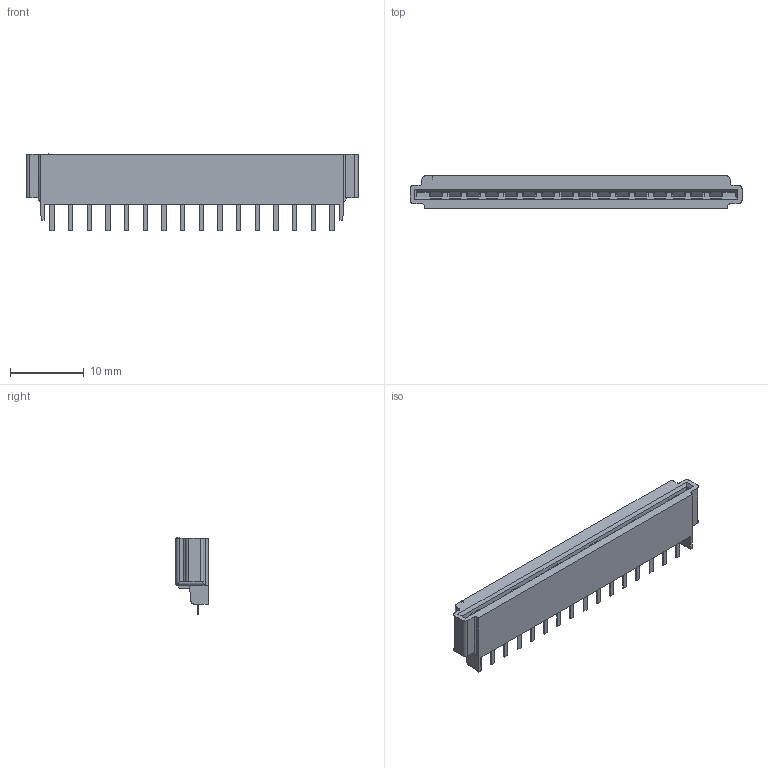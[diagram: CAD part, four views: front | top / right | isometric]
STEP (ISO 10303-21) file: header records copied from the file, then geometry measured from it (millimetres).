
FILE_DESCRIPTION((''),'2;1');
FILE_NAME('C-6-520315-6','2019-02-27T04:19:12',('workeradm'),('TE Connectivity Ltd.'),'CREO PARAMETRIC BY PTC INC, 2018190','CREO PARAMETRIC BY PTC INC, 2018190','');
FILE_SCHEMA(('AUTOMOTIVE_DESIGN { 1 0 10303 214 1 1 1 1 }'));
Length unit declared in the file: millimetre
Products named in the file (1): C-6-520315-6
Bounding box: 45.16 x 4.39 x 10.49 mm (x, y, z)
Volume: 1128 mm3; surface area: 1763.6 mm2
Topology: 1 solids, 1 shells, 539 faces, 1441 edges, 970 vertices
Faces by surface type: plane 429, cylinder 62, bspline 16, torus 16, cone 16
Entity records: 18397 total; most frequent: CARTESIAN_POINT 4846, ORIENTED_EDGE 2882, DIRECTION 2511, EDGE_CURVE 1441, VECTOR 1201, LINE 1201, VERTEX_POINT 970, EDGE_LOOP 669
